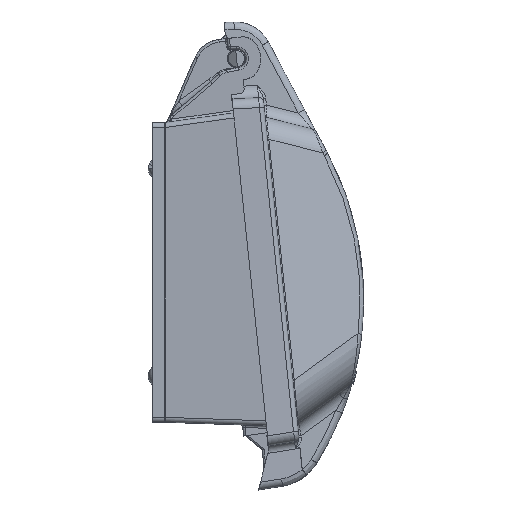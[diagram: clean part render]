
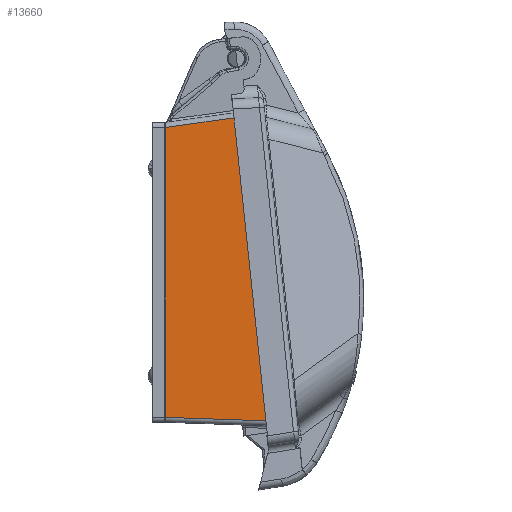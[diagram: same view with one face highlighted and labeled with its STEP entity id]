
A CAD part, left-side view. The second image highlights one B-rep face of the part: STEP entity #13660.
In plain terms, the highlighted planar face has unit normal (-1, 0.017, -0.002).
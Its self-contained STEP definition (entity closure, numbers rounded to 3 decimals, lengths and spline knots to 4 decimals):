
#1195 = DIRECTION ( 'NONE',  ( 0.017, 0.999, 0.035 ) ) ;
#1357 = VECTOR ( 'NONE', #17889, 39.3701 ) ;
#3500 = CARTESIAN_POINT ( 'NONE',  ( -2.294, -0.0135, -2.2959 ) ) ;
#4587 = ORIENTED_EDGE ( 'NONE', *, *, #24910, .F. ) ;
#5944 = EDGE_LOOP ( 'NONE', ( #4587, #42120, #55181, #70160 ) ) ;
#6356 = VERTEX_POINT ( 'NONE', #41867 ) ;
#6568 = CARTESIAN_POINT ( 'NONE',  ( -2.3024, -0.0135, 2.2965 ) ) ;
#10498 = CARTESIAN_POINT ( 'NONE',  ( -2.327, -1.4064, 2.4922 ) ) ;
#12844 = VECTOR ( 'NONE', #1195, 39.3701 ) ;
#13660 = ADVANCED_FACE ( 'NONE', ( #26325 ), #31398, .F. ) ;
#17889 = DIRECTION ( 'NONE',  ( -0.002, 0., 1. ) ) ;
#19340 = VECTOR ( 'NONE', #32047, 39.3701 ) ;
#20906 = VECTOR ( 'NONE', #49719, 39.3701 ) ;
#22764 = LINE ( 'NONE', #63981, #12844 ) ;
#23406 = CARTESIAN_POINT ( 'NONE',  ( -2.294, -0.0135, -2.2959 ) ) ;
#24910 = EDGE_CURVE ( 'NONE', #29698, #81483, #73333, .T. ) ;
#26325 = FACE_OUTER_BOUND ( 'NONE', #5944, .T. ) ;
#28292 = EDGE_CURVE ( 'NONE', #6356, #43826, #81966, .T. ) ;
#29698 = VERTEX_POINT ( 'NONE', #3500 ) ;
#31398 = PLANE ( 'NONE',  #65725 ) ;
#32047 = DIRECTION ( 'NONE',  ( 0., -0.105, -0.995 ) ) ;
#33381 = EDGE_CURVE ( 'NONE', #43826, #29698, #22764, .T. ) ;
#38731 = DIRECTION ( 'NONE',  ( 1., -0.017, 0.002 ) ) ;
#41867 = CARTESIAN_POINT ( 'NONE',  ( -2.327, -1.4064, 2.4922 ) ) ;
#42120 = ORIENTED_EDGE ( 'NONE', *, *, #33381, .F. ) ;
#43826 = VERTEX_POINT ( 'NONE', #59792 ) ;
#49690 = EDGE_CURVE ( 'NONE', #81483, #6356, #90559, .T. ) ;
#49719 = DIRECTION ( 'NONE',  ( -0.017, -0.99, 0.139 ) ) ;
#52438 = CARTESIAN_POINT ( 'NONE',  ( -2.3105, -0.7238, -0.0336 ) ) ;
#55181 = ORIENTED_EDGE ( 'NONE', *, *, #28292, .F. ) ;
#59792 = CARTESIAN_POINT ( 'NONE',  ( -2.327, -1.9167, -2.3624 ) ) ;
#63981 = CARTESIAN_POINT ( 'NONE',  ( -2.3272, -1.9313, -2.3629 ) ) ;
#65725 = AXIS2_PLACEMENT_3D ( 'NONE', #52438, #38731, #68009 ) ;
#68009 = DIRECTION ( 'NONE',  ( 0.017, 1., 0. ) ) ;
#70160 = ORIENTED_EDGE ( 'NONE', *, *, #49690, .F. ) ;
#73333 = LINE ( 'NONE', #23406, #1357 ) ;
#76799 = CARTESIAN_POINT ( 'NONE',  ( -2.3024, -0.0135, 2.2965 ) ) ;
#81483 = VERTEX_POINT ( 'NONE', #6568 ) ;
#81966 = LINE ( 'NONE', #10498, #19340 ) ;
#90559 = LINE ( 'NONE', #76799, #20906 ) ;
